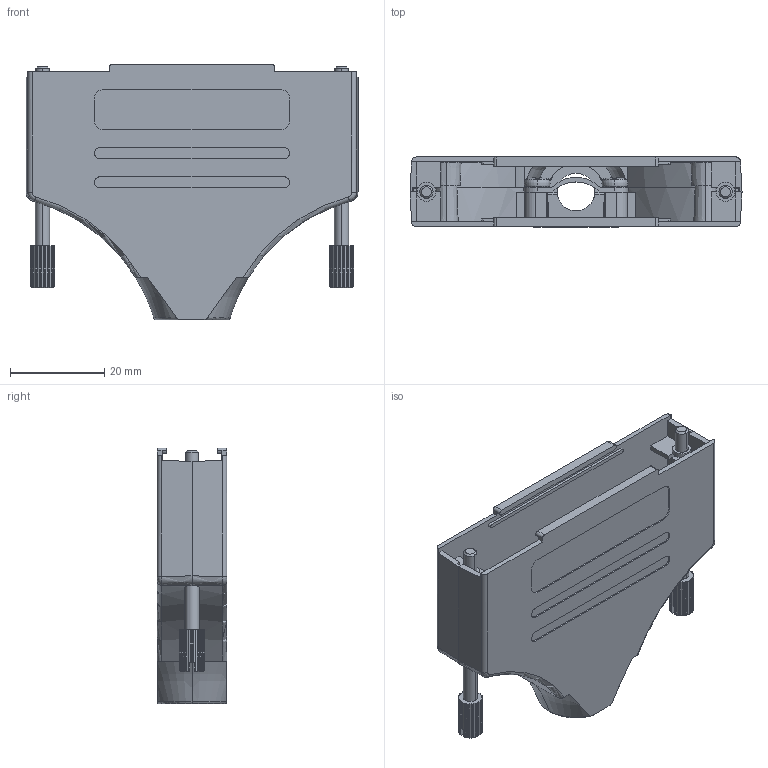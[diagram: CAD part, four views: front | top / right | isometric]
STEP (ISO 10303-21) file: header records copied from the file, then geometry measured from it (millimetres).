
FILE_DESCRIPTION (( 'STEP AP214' ), '1' );
FILE_NAME ('6560-0136-04.STEP', '2022-03-21T10:39:30', ( '' ), ( '' ), 'SwSTEP 2.0', 'SolidWorks 2021', '' );
FILE_SCHEMA (( 'AUTOMOTIVE_DESIGN' ));
Length unit declared in the file: millimetre
Products named in the file (9): 6805-0136-04; 6830-0109-01; 6522-0122-03 (8mm SV); 6805-0136-14; 6855-0117-02; 6560-0136-04; 6522-0122-03 (8mm LV); 6855-0117-13; 6826-0141-02
Assembly tree (11 placements, depth 2):
  6560-0136-04
    6805-0136-14
    6805-0136-04
    6522-0122-03 (8mm LV)
    6522-0122-03 (8mm SV)
    6826-0141-02  x2
    6830-0109-01
    6855-0117-02  x2
    6855-0117-13  x2
Bounding box: 70.5 x 14.8 x 54.3 mm (x, y, z)
Volume: 10659.7 mm3; surface area: 20110 mm2
Topology: 11 solids, 11 shells, 835 faces, 2285 edges, 1500 vertices
Faces by surface type: plane 407, cylinder 324, cone 48, bspline 28, torus 28
Entity records: 24052 total; most frequent: CARTESIAN_POINT 8976, ORIENTED_EDGE 3266, DIRECTION 2908, EDGE_CURVE 1633, VERTEX_POINT 1070, AXIS2_PLACEMENT_3D 1006, LINE 896, VECTOR 896
